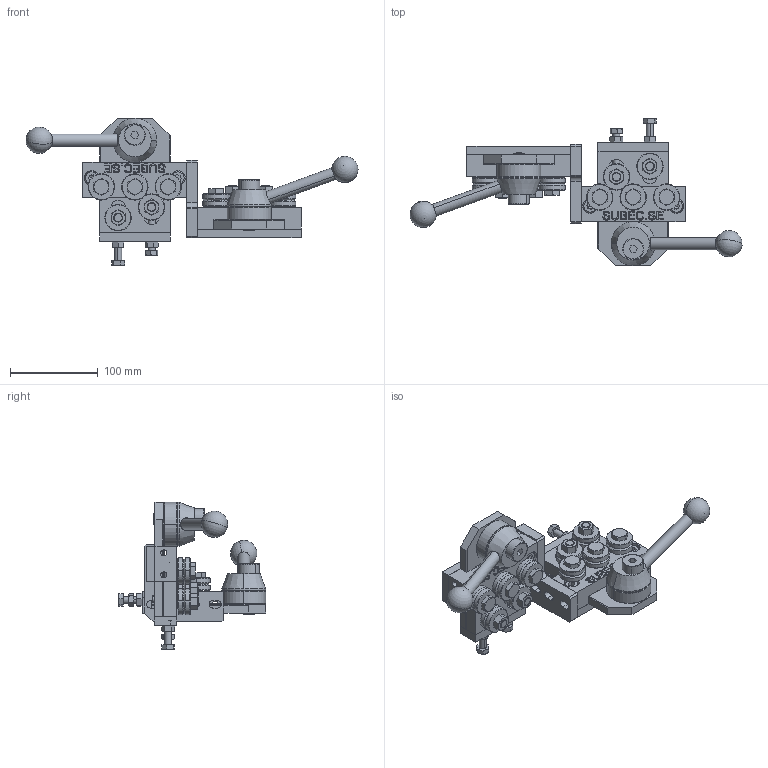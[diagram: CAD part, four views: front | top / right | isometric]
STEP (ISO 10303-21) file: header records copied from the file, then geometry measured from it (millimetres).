
FILE_DESCRIPTION (( 'STEP AP214' ), '1' );
FILE_NAME ('190628_STEP_0664B.STEP', '2019-06-28T06:54:28', ( '' ), ( '' ), 'SwSTEP 2.0', 'SolidWorks 2019', '' );
FILE_SCHEMA (( 'AUTOMOTIVE_DESIGN' ));
Length unit declared in the file: millimetre
Products named in the file (1): 190628_STEP_0664B
Bounding box: 377.44 x 167.68 x 167.68 mm (x, y, z)
Surface area: 192385.6 mm2 (no closed solid volume)
Topology: 0 solids, 82 shells, 917 faces, 2722 edges, 1844 vertices
Faces by surface type: plane 424, cone 228, cylinder 172, bspline 49, torus 40, sphere 4
Entity records: 46470 total; most frequent: CARTESIAN_POINT 12835, DIRECTION 4760, ORIENTED_EDGE 4403, EDGE_CURVE 2706, VERTEX_POINT 1838, AXIS2_PLACEMENT_3D 1697, VECTOR 1366, LINE 1366
